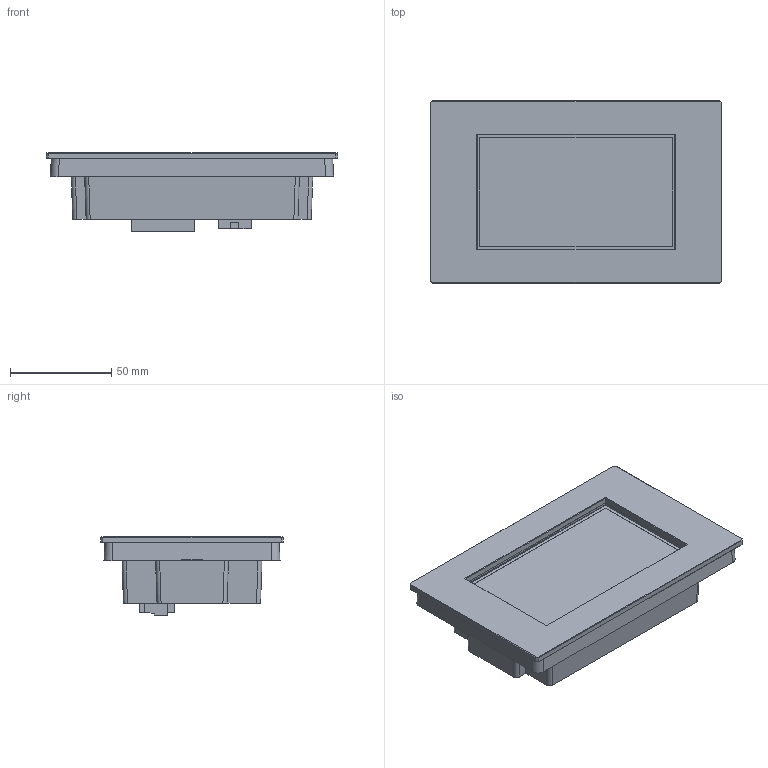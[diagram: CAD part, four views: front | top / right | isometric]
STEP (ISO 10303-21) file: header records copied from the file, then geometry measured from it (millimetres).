
FILE_DESCRIPTION (( 'STEP AP203' ), '1' );
FILE_NAME ('TPD-433F_M_20170712.STEP', '2017-07-12T08:01:00', ( 'user' ), ( '' ), 'SwSTEP 2.0', 'SolidWorks 2013', '' );
FILE_SCHEMA (( 'CONFIG_CONTROL_DESIGN' ));
Length unit declared in the file: millimetre
Products named in the file (16): TPD-433_M_PCB ; MC420-38108; TPD-430F_01; MC420-38108_180D; tpd430-d03.sldasm-Part-5; 2DJ052_RV1-1200NY1A; TPD-433F_M_00; RSW180; TPD-433F_M_001; USB mini 180 DIP; TPD-433F_M_20170712; AD-8504-CX4-LF; 4.3 inch_AT043TN24; TPD-43x_M_PCB; 4SIV1A0000018; ME040-38108
Assembly tree (15 placements, depth 4):
  TPD-433F_M_20170712
    TPD-433_M_PCB 
      TPD-43x_M_PCB
      MC420-38108_180D
        ME040-38108
        MC420-38108
      2DJ052_RV1-1200NY1A
      RSW180
      USB mini 180 DIP
      AD-8504-CX4-LF
      4.3 inch_AT043TN24
      4SIV1A0000018
    TPD-430F_01
    tpd430-d03.sldasm-Part-5
    TPD-433F_M_00
    TPD-433F_M_001
Bounding box: 144 x 90 x 38.7 mm (x, y, z)
Volume: 136813.5 mm3; surface area: 140184.4 mm2
Topology: 14 solids, 14 shells, 1428 faces, 3686 edges, 2399 vertices
Faces by surface type: plane 1153, cylinder 246, bspline 29
Entity records: 47481 total; most frequent: CARTESIAN_POINT 10851, ORIENTED_EDGE 7372, DIRECTION 6803, EDGE_CURVE 3686, LINE 3055, VECTOR 3055, VERTEX_POINT 2399, AXIS2_PLACEMENT_3D 1874
